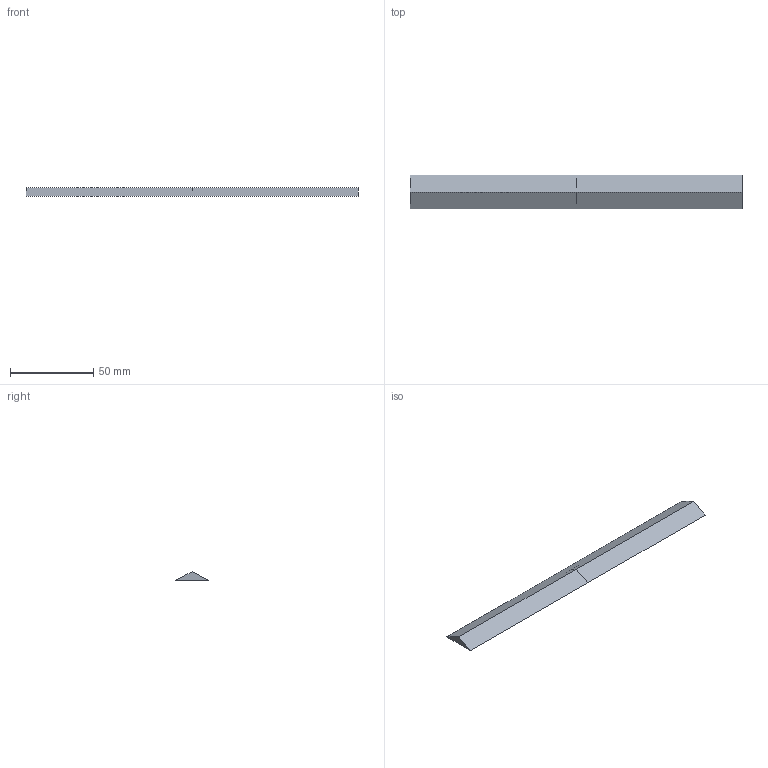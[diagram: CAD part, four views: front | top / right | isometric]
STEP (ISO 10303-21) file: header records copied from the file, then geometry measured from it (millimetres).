
FILE_DESCRIPTION(('FreeCAD Model'),'2;1');
FILE_NAME('prism_ellipsoid.step','2019-12-30T13:32:34',('Author'),(''), 'Open CASCADE STEP processor 7.3','FreeCAD','Unknown');
FILE_SCHEMA(('AUTOMOTIVE_DESIGN { 1 0 10303 214 1 1 1 1 }'));
Length unit declared in the file: millimetre
Products named in the file (7): Sketch003; Part; Ellipsoid004; Extrude; Extrude001; Extrude002; Sketch
Bounding box: 200 x 20.15 x 5.15 mm (x, y, z)
Volume: 16562.3 mm3; surface area: 14062.8 mm2
Topology: 4 solids, 4 shells, 16 faces, 36 edges, 32 vertices
Faces by surface type: plane 15, bspline 1
Entity records: 923 total; most frequent: CARTESIAN_POINT 169, DIRECTION 119, LINE 87, VECTOR 87, ORIENTED_EDGE 54, PCURVE 54, DEFINITIONAL_REPRESENTATION 54, EDGE_CURVE 27
